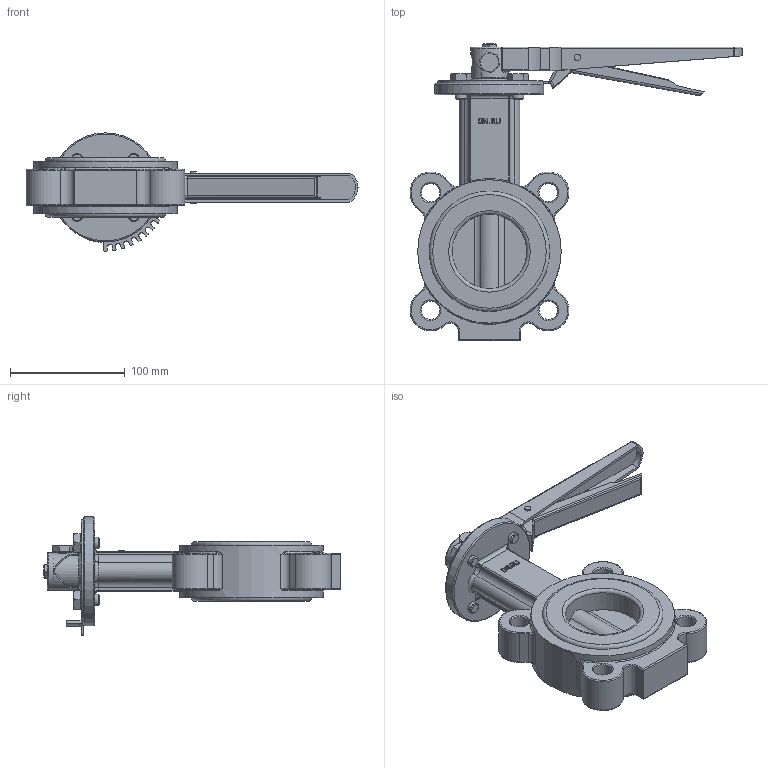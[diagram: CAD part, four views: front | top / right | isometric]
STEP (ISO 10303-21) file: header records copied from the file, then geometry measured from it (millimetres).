
FILE_DESCRIPTION(/* description */ (''),/* implementation_level */ '2;1');
FILE_NAME(/* name */ 'DN65_3D_STEP.stp',/* time_stamp */ '2025-04-18T00:12:16+03:00',/* author */ ('igorr'),/* organization */ (''),/* preprocessor_version */ 'ST-DEVELOPER v20',/* originating_system */ 'Autodesk Inventor 2025',/* authorisation */ '');
FILE_SCHEMA (('AUTOMOTIVE_DESIGN { 1 0 10303 214 3 1 1 }'));
Length unit declared in the file: millimetre
Products named in the file (8): Сборка1; Деталь1; AS 1110 - M10 x 16; Сборка1_1; Деталь3; Деталь4; Деталь5; AS 1110 - M10 x 16_1
Assembly tree (10 placements, depth 3):
  Сборка1
    Деталь1
    AS 1110 - M10 x 16  x4
    Сборка1_1
      Деталь3
      Деталь4
      Деталь5
      AS 1110 - M10 x 16_1
Bounding box: 289.21 x 258.64 x 103 mm (x, y, z)
Volume: 867954.3 mm3; surface area: 162084.9 mm2
Topology: 9 solids, 9 shells, 614 faces, 1572 edges, 970 vertices
Faces by surface type: plane 265, cylinder 199, torus 52, bspline 49, cone 45, sphere 4
Full cylindrical faces by diameter (mm): 3.3 x1, 5.5 x5, 10 x9, 11 x2, 16 x9, 30.125 x1, 30.8 x1, 33 x1, 65 x2, 95 x1, 125 x1
Entity records: 19174 total; most frequent: CARTESIAN_POINT 5111, ORIENTED_EDGE 2798, DIRECTION 2771, EDGE_CURVE 1399, AXIS2_PLACEMENT_3D 1026, VERTEX_POINT 880, LINE 719, VECTOR 719
